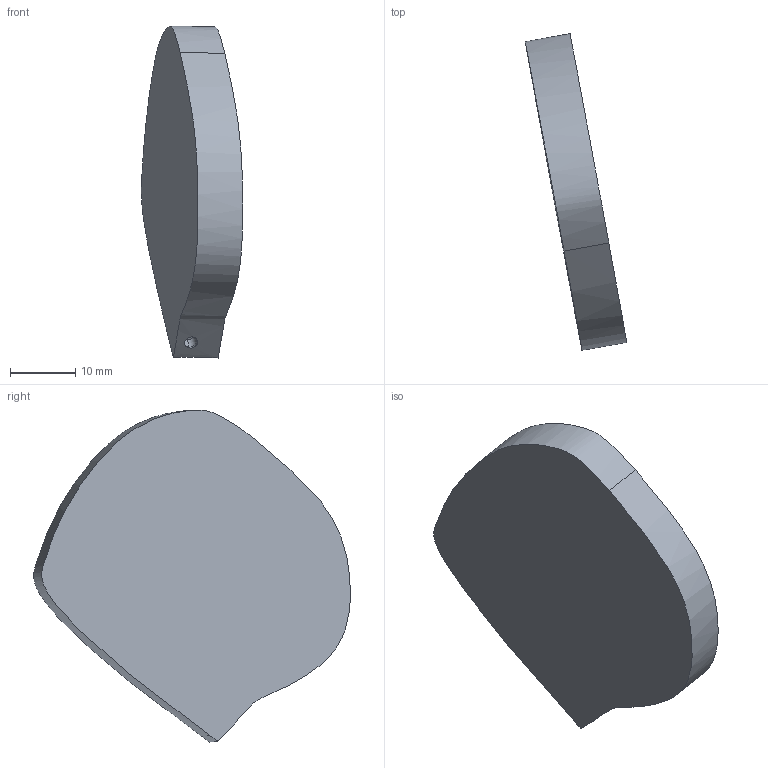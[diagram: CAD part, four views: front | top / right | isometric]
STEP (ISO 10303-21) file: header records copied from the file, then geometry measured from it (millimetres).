
FILE_DESCRIPTION(('STEP AP214'),'1');
FILE_NAME('Epicardial_02_IPG.step','2024-02-05T21:18:38',(' '),('ANSOFT Corporation'),'Spatial InterOp 3D',' ',' ');
FILE_SCHEMA(('AUTOMOTIVE_DESIGN { 1 0 10303 214 1 1 1 1 }'));
Length unit declared in the file: millimetre
Products named in the file (1): IPG
Bounding box: 15.6 x 48.62 x 51 mm (x, y, z)
Volume: 11279.8 mm3; surface area: 4262.1 mm2
Topology: 1 solids, 1 shells, 9 faces, 19 edges, 13 vertices
Faces by surface type: cylinder 4, plane 3, bspline 2
Entity records: 846 total; most frequent: CARTESIAN_POINT 638, ORIENTED_EDGE 38, DIRECTION 33, EDGE_CURVE 19, AXIS2_PLACEMENT_3D 14, VERTEX_POINT 13, EDGE_LOOP 10, ADVANCED_FACE 9
